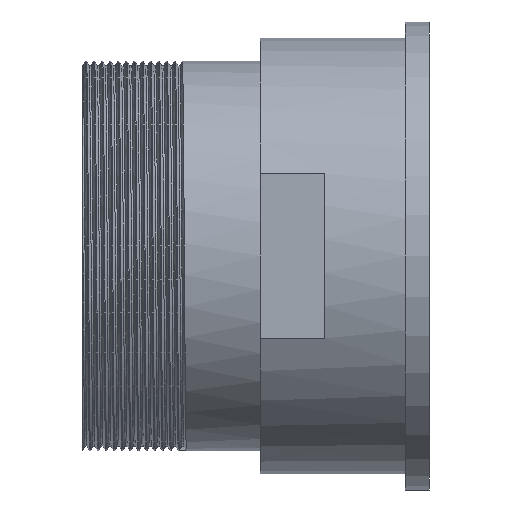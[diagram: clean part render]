
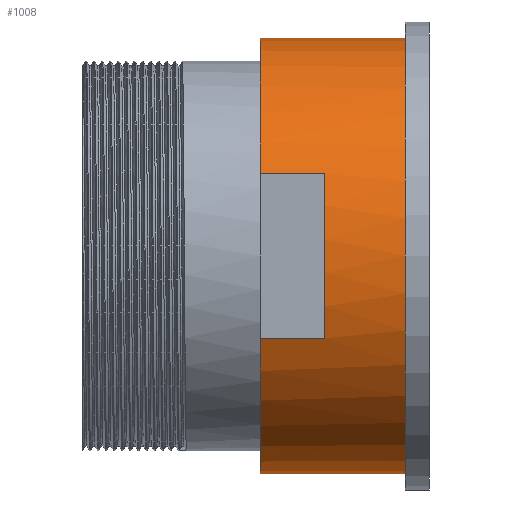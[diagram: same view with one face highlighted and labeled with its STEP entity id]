
A CAD part, front view. The second image highlights one B-rep face of the part: STEP entity #1008.
In plain terms, the highlighted cylindrical face has radius 27 mm (diameter 54 mm), a partial arc.
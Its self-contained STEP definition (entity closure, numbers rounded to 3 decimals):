
#163 = CARTESIAN_POINT ( 'NONE',  ( -1., -25., -10.198 ) ) ;
#200 = AXIS2_PLACEMENT_3D ( 'NONE', #3550, #593, #1686 ) ;
#201 = CARTESIAN_POINT ( 'NONE',  ( -45.952, 0., 27. ) ) ;
#212 = VERTEX_POINT ( 'NONE', #1439 ) ;
#265 = DIRECTION ( 'NONE',  ( -1., 0., 0. ) ) ;
#292 = FACE_OUTER_BOUND ( 'NONE', #350, .T. ) ;
#342 = CARTESIAN_POINT ( 'NONE',  ( -1., -25., 10.198 ) ) ;
#350 = EDGE_LOOP ( 'NONE', ( #1882, #1803, #1731, #3308, #2014, #475, #2130, #2910 ) ) ;
#396 = EDGE_CURVE ( 'NONE', #2363, #1815, #1389, .T. ) ;
#436 = AXIS2_PLACEMENT_3D ( 'NONE', #3300, #599, #1891 ) ;
#439 = EDGE_CURVE ( 'NONE', #1527, #1869, #2015, .T. ) ;
#475 = ORIENTED_EDGE ( 'NONE', *, *, #396, .T. ) ;
#574 = DIRECTION ( 'NONE',  ( 0., 0., -1. ) ) ;
#593 = DIRECTION ( 'NONE',  ( -1., 0., 0. ) ) ;
#596 = CIRCLE ( 'NONE', #436, 27. ) ;
#599 = DIRECTION ( 'NONE',  ( -1., 0., 0. ) ) ;
#939 = CARTESIAN_POINT ( 'NONE',  ( -45.952, 0., -27. ) ) ;
#953 = CARTESIAN_POINT ( 'NONE',  ( 9., 0., 0. ) ) ;
#1008 = ADVANCED_FACE ( 'NONE', ( #292 ), #2452, .T. ) ;
#1095 = LINE ( 'NONE', #2730, #2376 ) ;
#1106 = CARTESIAN_POINT ( 'NONE',  ( -9., 0., 27. ) ) ;
#1153 = DIRECTION ( 'NONE',  ( 1., 0., 0. ) ) ;
#1294 = EDGE_CURVE ( 'NONE', #2363, #212, #1095, .T. ) ;
#1389 = CIRCLE ( 'NONE', #2823, 27. ) ;
#1434 = VERTEX_POINT ( 'NONE', #3342 ) ;
#1439 = CARTESIAN_POINT ( 'NONE',  ( -9., -25., 10.198 ) ) ;
#1503 = DIRECTION ( 'NONE',  ( 0., 0., 1. ) ) ;
#1527 = VERTEX_POINT ( 'NONE', #1695 ) ;
#1686 = DIRECTION ( 'NONE',  ( 0., 0., 1. ) ) ;
#1695 = CARTESIAN_POINT ( 'NONE',  ( -9., 0., -27. ) ) ;
#1722 = DIRECTION ( 'NONE',  ( 1., 0., 0. ) ) ;
#1725 = AXIS2_PLACEMENT_3D ( 'NONE', #2771, #3366, #2208 ) ;
#1731 = ORIENTED_EDGE ( 'NONE', *, *, #2433, .T. ) ;
#1738 = CARTESIAN_POINT ( 'NONE',  ( -45.952, -25., -10.198 ) ) ;
#1743 = EDGE_CURVE ( 'NONE', #2431, #1527, #3203, .T. ) ;
#1775 = EDGE_CURVE ( 'NONE', #2431, #1434, #3043, .T. ) ;
#1803 = ORIENTED_EDGE ( 'NONE', *, *, #1775, .T. ) ;
#1815 = VERTEX_POINT ( 'NONE', #163 ) ;
#1869 = VERTEX_POINT ( 'NONE', #3319 ) ;
#1882 = ORIENTED_EDGE ( 'NONE', *, *, #1743, .F. ) ;
#1891 = DIRECTION ( 'NONE',  ( 0., 0., 1. ) ) ;
#2014 = ORIENTED_EDGE ( 'NONE', *, *, #1294, .F. ) ;
#2015 = CIRCLE ( 'NONE', #1725, 27. ) ;
#2027 = DIRECTION ( 'NONE',  ( -1., 0., 0. ) ) ;
#2046 = DIRECTION ( 'NONE',  ( -1., 0., 0. ) ) ;
#2130 = ORIENTED_EDGE ( 'NONE', *, *, #2276, .F. ) ;
#2131 = AXIS2_PLACEMENT_3D ( 'NONE', #953, #2046, #1503 ) ;
#2208 = DIRECTION ( 'NONE',  ( 0., 0., 1. ) ) ;
#2276 = EDGE_CURVE ( 'NONE', #1869, #1815, #3074, .T. ) ;
#2363 = VERTEX_POINT ( 'NONE', #342 ) ;
#2371 = CARTESIAN_POINT ( 'NONE',  ( 9., 0., -27. ) ) ;
#2376 = VECTOR ( 'NONE', #265, 1000. ) ;
#2431 = VERTEX_POINT ( 'NONE', #2371 ) ;
#2433 = EDGE_CURVE ( 'NONE', #1434, #2653, #2870, .T. ) ;
#2452 = CYLINDRICAL_SURFACE ( 'NONE', #200, 27. ) ;
#2653 = VERTEX_POINT ( 'NONE', #1106 ) ;
#2690 = EDGE_CURVE ( 'NONE', #212, #2653, #596, .T. ) ;
#2730 = CARTESIAN_POINT ( 'NONE',  ( -45.952, -25., 10.198 ) ) ;
#2771 = CARTESIAN_POINT ( 'NONE',  ( -9., 0., 0. ) ) ;
#2823 = AXIS2_PLACEMENT_3D ( 'NONE', #2824, #1153, #574 ) ;
#2824 = CARTESIAN_POINT ( 'NONE',  ( -1., 0., 0. ) ) ;
#2870 = LINE ( 'NONE', #201, #3247 ) ;
#2910 = ORIENTED_EDGE ( 'NONE', *, *, #439, .F. ) ;
#3043 = CIRCLE ( 'NONE', #2131, 27. ) ;
#3074 = LINE ( 'NONE', #1738, #3533 ) ;
#3186 = DIRECTION ( 'NONE',  ( -1., 0., 0. ) ) ;
#3203 = LINE ( 'NONE', #939, #3511 ) ;
#3247 = VECTOR ( 'NONE', #3186, 1000. ) ;
#3300 = CARTESIAN_POINT ( 'NONE',  ( -9., 0., 0. ) ) ;
#3308 = ORIENTED_EDGE ( 'NONE', *, *, #2690, .F. ) ;
#3319 = CARTESIAN_POINT ( 'NONE',  ( -9., -25., -10.198 ) ) ;
#3342 = CARTESIAN_POINT ( 'NONE',  ( 9., 0., 27. ) ) ;
#3366 = DIRECTION ( 'NONE',  ( -1., 0., 0. ) ) ;
#3511 = VECTOR ( 'NONE', #2027, 1000. ) ;
#3533 = VECTOR ( 'NONE', #1722, 1000. ) ;
#3550 = CARTESIAN_POINT ( 'NONE',  ( -45.952, 0., 0. ) ) ;
